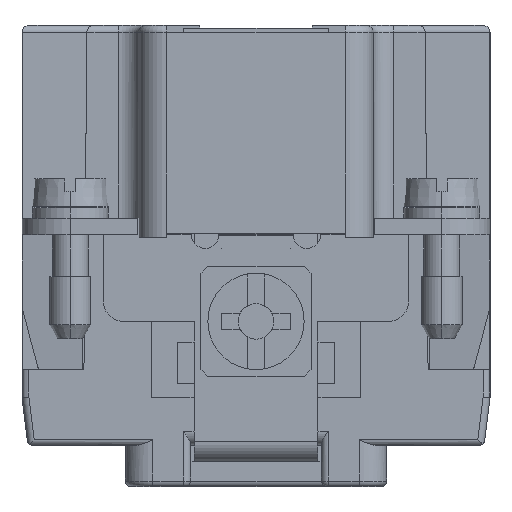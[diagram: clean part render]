
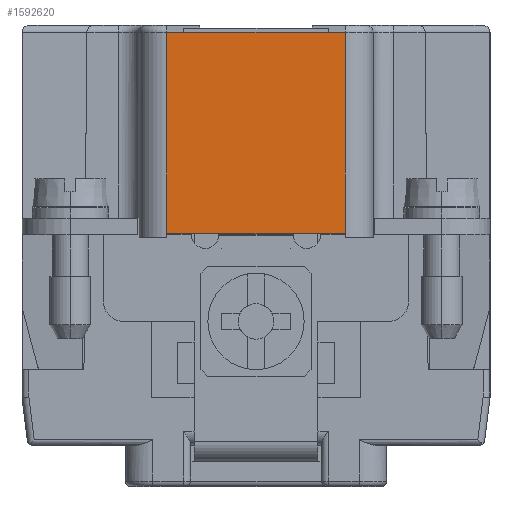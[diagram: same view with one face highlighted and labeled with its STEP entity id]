
A CAD part, left-side view. The second image highlights one B-rep face of the part: STEP entity #1592620.
In plain terms, the highlighted planar face has unit normal (-1, 0, 0).
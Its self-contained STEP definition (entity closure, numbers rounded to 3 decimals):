
#93780=CARTESIAN_POINT('',(37.264,43.702,18.1));
#93790=VERTEX_POINT('',#93780);
#93940=CARTESIAN_POINT('',(37.264,56.702,18.1));
#93950=VERTEX_POINT('',#93940);
#93980=CARTESIAN_POINT('',(37.264,0.,18.1));
#93990=DIRECTION('',(0.,-1.,0.));
#94000=VECTOR('',#93990,1.);
#94010=LINE('',#93980,#94000);
#94020=EDGE_CURVE('',#93950,#93790,#94010,.T.);
#95990=CARTESIAN_POINT('',(37.264,56.702,0.));
#96000=DIRECTION('',(0.,0.,1.));
#96010=VECTOR('',#96000,1.);
#96020=LINE('',#95990,#96010);
#96180=CARTESIAN_POINT('',(37.264,56.702,32.7));
#96190=VERTEX_POINT('',#96180);
#102510=CARTESIAN_POINT('',(37.264,43.702,0.));
#102520=DIRECTION('',(0.,0.,-1.));
#102530=VECTOR('',#102520,1.);
#102540=LINE('',#102510,#102530);
#102550=CARTESIAN_POINT('',(37.264,43.702,32.7));
#102560=VERTEX_POINT('',#102550);
#102570=EDGE_CURVE('',#102560,#93790,#102540,.T.);
#110780=CARTESIAN_POINT('',(37.264,0.,32.7));
#110790=DIRECTION('',(0.,1.,0.));
#110800=VECTOR('',#110790,1.);
#110810=LINE('',#110780,#110800);
#110820=EDGE_CURVE('',#102560,#96190,#110810,.T.);
#123020=EDGE_CURVE('',#93950,#96190,#96020,.T.);
#1592510=CARTESIAN_POINT('',(37.264,33.202,0.));
#1592520=DIRECTION('',(-1.,0.,0.));
#1592530=DIRECTION('',(0.,1.,0.));
#1592540=AXIS2_PLACEMENT_3D('',#1592510,#1592520,#1592530);
#1592550=PLANE('',#1592540);
#1592560=ORIENTED_EDGE('',*,*,#102570,.F.);
#1592570=ORIENTED_EDGE('',*,*,#94020,.T.);
#1592580=ORIENTED_EDGE('',*,*,#123020,.F.);
#1592590=ORIENTED_EDGE('',*,*,#110820,.T.);
#1592600=EDGE_LOOP('',(#1592590,#1592580,#1592570,#1592560));
#1592610=FACE_OUTER_BOUND('',#1592600,.T.);
#1592620=ADVANCED_FACE('',(#1592610),#1592550,.T.);
